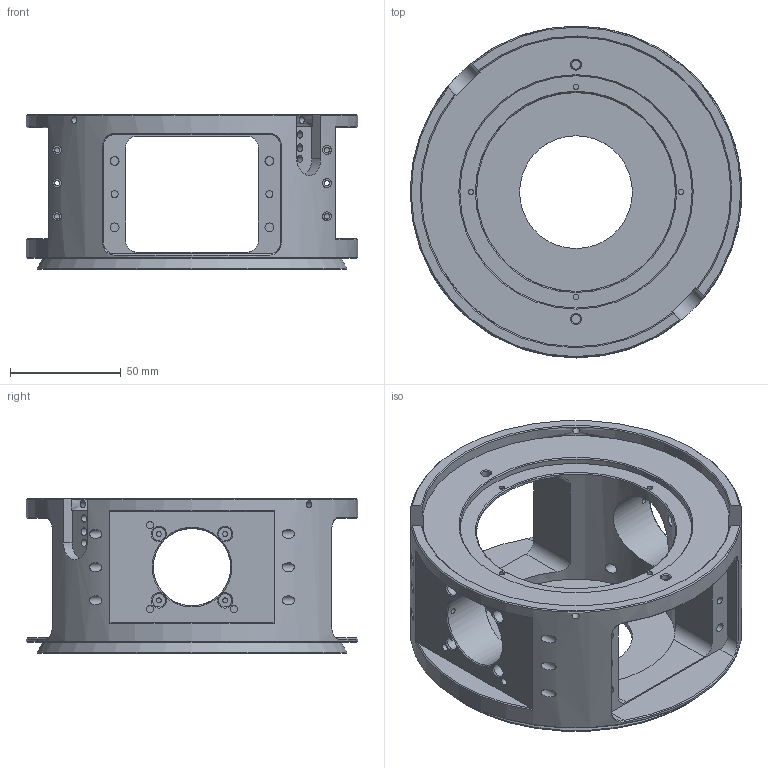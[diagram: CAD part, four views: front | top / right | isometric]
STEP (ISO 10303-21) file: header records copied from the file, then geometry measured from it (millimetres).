
FILE_DESCRIPTION(/* description */ ('Unknown'),/* implementation_level */ '2;1');
FILE_NAME(/* name */ 'Standard Section - 65mm (V3.0)',/* time_stamp */ '2022-05-13T15:12:21+01:00',/* author */ ('Unknown'),/* organization */ ('Unknown'),/* preprocessor_version */ 'ST-DEVELOPER v18.1',/* originating_system */ 'Solid Edge',/* authorisation */ 'Unknown');
FILE_SCHEMA (('AUTOMOTIVE_DESIGN {1 0 10303 214 3 1 1}'));
Length unit declared in the file: millimetre
Products named in the file (1): OpenFrame - Standard Section - 65mm
Bounding box: 150 x 150 x 70 mm (x, y, z)
Volume: 410091.3 mm3; surface area: 97622 mm2
Topology: 1 solids, 1 shells, 260 faces, 600 edges, 399 vertices
Faces by surface type: cylinder 110, plane 104, cone 38, bspline 8
Full cylindrical faces by diameter (mm): 2.156 x8, 2.459 x16, 3.242 x16, 3.5 x2, 4 x30, 5 x2, 6 x8, 35 x2, 51 x1, 90 x1, 105 x1, 140 x1, 150 x1
Entity records: 9059 total; most frequent: CARTESIAN_POINT 2032, DIRECTION 1055, ORIENTED_EDGE 856, EDGE_LOOP 486, FACE_BOUND 486, AXIS2_PLACEMENT_3D 479, EDGE_CURVE 428, VERTEX_POINT 344
